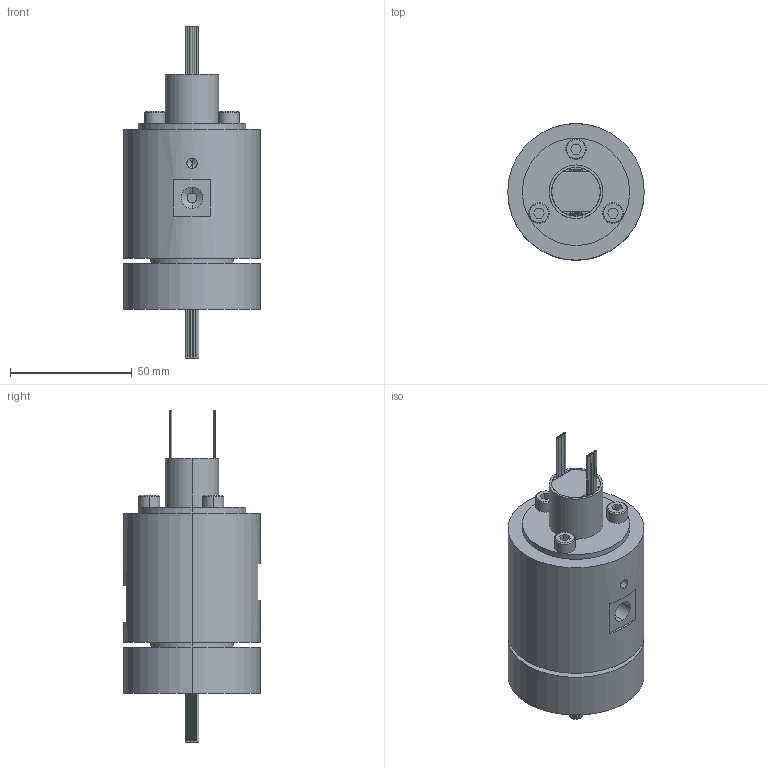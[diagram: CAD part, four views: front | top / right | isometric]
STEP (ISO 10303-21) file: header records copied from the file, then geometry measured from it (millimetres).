
FILE_DESCRIPTION (( 'STEP AP203' ), '1' );
FILE_NAME ('MKD21S-S12.STEP', '2020-11-21T02:30:35', ( '微软用户' ), ( '微软中国' ), 'SwSTEP 2.0', 'SolidWorks 2014', '' );
FILE_SCHEMA (( 'CONFIG_CONTROL_DESIGN' ));
Length unit declared in the file: millimetre
Products named in the file (1): MKD21S-S12
Bounding box: 56 x 56 x 136.2 mm (x, y, z)
Volume: 187174.1 mm3; surface area: 26953.2 mm2
Topology: 1 solids, 1 shells, 199 faces, 430 edges, 270 vertices
Faces by surface type: cylinder 101, plane 72, cone 26
Entity records: 5649 total; most frequent: CARTESIAN_POINT 1128, DIRECTION 1006, ORIENTED_EDGE 836, EDGE_CURVE 418, AXIS2_PLACEMENT_3D 404, VERTEX_POINT 270, EDGE_LOOP 248, CIRCLE 204
